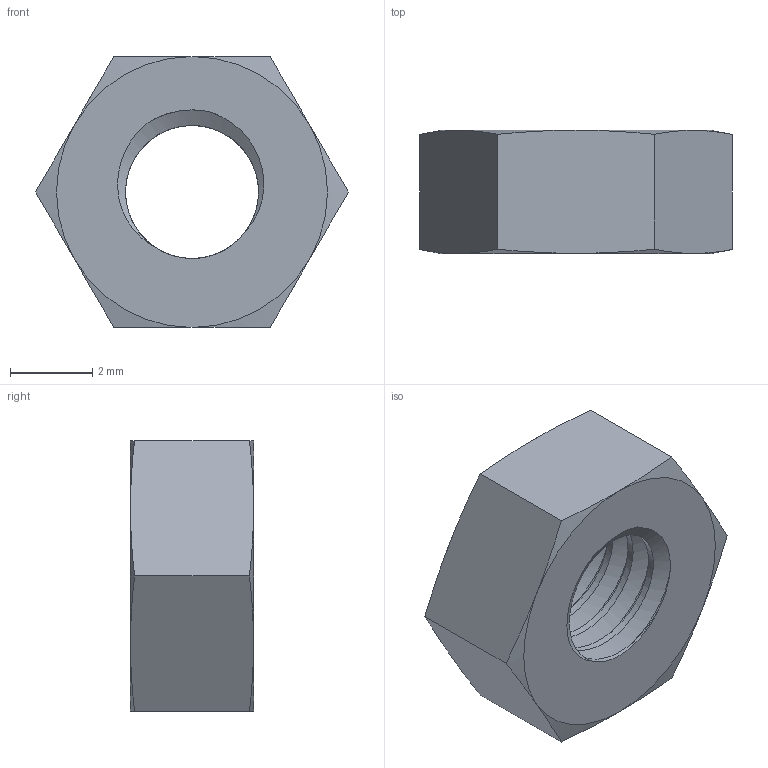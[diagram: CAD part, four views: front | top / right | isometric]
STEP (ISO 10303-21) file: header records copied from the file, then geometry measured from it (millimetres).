
FILE_DESCRIPTION (( 'STEP AP214' ), '1' );
FILE_NAME ('11-4501.step', '2020-04-06T07:12:08', ( '' ), ( '' ), 'SwSTEP 2.0', 'SolidWorks 2020', '' );
FILE_SCHEMA (( 'AUTOMOTIVE_DESIGN' ));
Length unit declared in the file: millimetre
Products named in the file (1): 11-4501
Bounding box: 7.62 x 3 x 6.6 mm (x, y, z)
Volume: 82.7 mm3; surface area: 177.5 mm2
Topology: 1 solids, 1 shells, 33 faces, 81 edges, 50 vertices
Faces by surface type: cone 12, cylinder 10, plane 8, bspline 3
Entity records: 1784 total; most frequent: CARTESIAN_POINT 1092, ORIENTED_EDGE 162, DIRECTION 107, EDGE_CURVE 81, VERTEX_POINT 50, AXIS2_PLACEMENT_3D 46, EDGE_LOOP 35, ADVANCED_FACE 33
